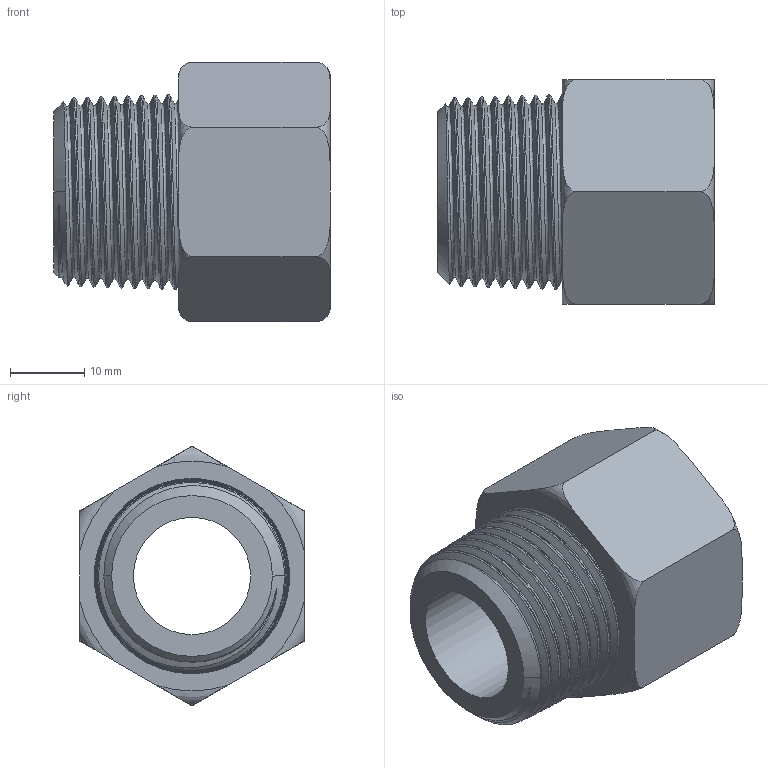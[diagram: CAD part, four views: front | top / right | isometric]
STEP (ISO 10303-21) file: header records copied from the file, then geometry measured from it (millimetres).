
FILE_DESCRIPTION(/* description */ (''),/* implementation_level */ '2;1');
FILE_NAME(/* name */ '120-N5-PT5.stp',/* time_stamp */ '2024-01-23T10:13:03-05:00',/* author */ ('esanner'),/* organization */ (''),/* preprocessor_version */ 'ST-DEVELOPER v19',/* originating_system */ 'AutoCAD Mechanical',/* authorisation */ '');
FILE_SCHEMA (('AUTOMOTIVE_DESIGN { 1 0 10303 214 3 1 1 }'));
Products named in the file (2): Product; 120-N5-PT5
Assembly tree (1 placements, depth 2):
  Product
    120-N5-PT5
Bounding box: 37.2 x 30.2 x 34.87 mm (x, y, z)
Volume: 12454.6 mm3; surface area: 8272.9 mm2
Topology: 1 solids, 1 shells, 54 faces, 150 edges, 100 vertices
Faces by surface type: cone 23, torus 12, plane 10, bspline 8, cylinder 1
Full cylindrical faces by diameter (mm): 15.748 x1
Entity records: 35517 total; most frequent: CARTESIAN_POINT 34247, ORIENTED_EDGE 302, DIRECTION 188, EDGE_CURVE 151, VERTEX_POINT 101, B_SPLINE_CURVE_WITH_KNOTS 85, AXIS2_PLACEMENT_3D 73, EDGE_LOOP 58
